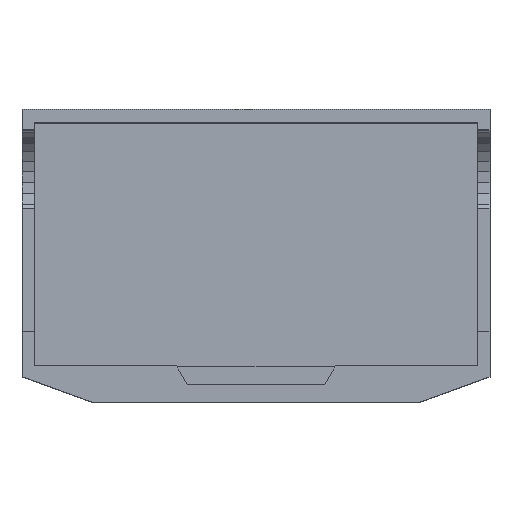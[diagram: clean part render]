
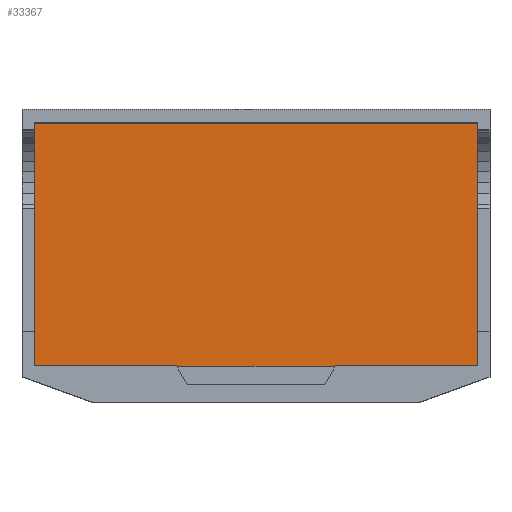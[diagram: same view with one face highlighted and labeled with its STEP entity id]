
A CAD part, top view. The second image highlights one B-rep face of the part: STEP entity #33367.
In plain terms, the highlighted planar face has unit normal (0, 0, 1).
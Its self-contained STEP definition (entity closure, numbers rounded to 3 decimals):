
#1194 = PLANE('',#1195);
#1195 = AXIS2_PLACEMENT_3D('',#1196,#1197,#1198);
#1196 = CARTESIAN_POINT('',(48.3,45.609,
    7.751));
#1197 = DIRECTION('',(-1.,0.,0.));
#1198 = DIRECTION('',(0.,0.,-1.));
#1222 = PLANE('',#1223);
#1223 = AXIS2_PLACEMENT_3D('',#1224,#1225,#1226);
#1224 = CARTESIAN_POINT('',(-17.298,8.,38.));
#1225 = DIRECTION('',(0.,1.,0.));
#1226 = DIRECTION('',(0.,-0.,1.));
#1357 = PLANE('',#1358);
#1358 = AXIS2_PLACEMENT_3D('',#1359,#1360,#1361);
#1359 = CARTESIAN_POINT('',(-48.3,61.,38.));
#1360 = DIRECTION('',(1.,0.,0.));
#1361 = DIRECTION('',(-0.,0.,1.));
#3987 = VERTEX_POINT('',#3988);
#3988 = CARTESIAN_POINT('',(48.3,61.,3.));
#4002 = PLANE('',#4003);
#4003 = AXIS2_PLACEMENT_3D('',#4004,#4005,#4006);
#4004 = CARTESIAN_POINT('',(-48.3,61.,38.));
#4005 = DIRECTION('',(0.,-1.,0.));
#4006 = DIRECTION('',(0.,-0.,-1.));
#4014 = EDGE_CURVE('',#3987,#4015,#4017,.T.);
#4015 = VERTEX_POINT('',#4016);
#4016 = CARTESIAN_POINT('',(48.3,8.,3.));
#4017 = SURFACE_CURVE('',#4018,(#4022,#4029),.PCURVE_S1.);
#4018 = LINE('',#4019,#4020);
#4019 = CARTESIAN_POINT('',(48.3,61.,3.));
#4020 = VECTOR('',#4021,1.);
#4021 = DIRECTION('',(0.,-1.,0.));
#4022 = PCURVE('',#1194,#4023);
#4023 = DEFINITIONAL_REPRESENTATION('',(#4024),#4028);
#4024 = LINE('',#4025,#4026);
#4025 = CARTESIAN_POINT('',(4.751,-15.391));
#4026 = VECTOR('',#4027,1.);
#4027 = DIRECTION('',(0.,1.));
#4028 = ( GEOMETRIC_REPRESENTATION_CONTEXT(2) 
PARAMETRIC_REPRESENTATION_CONTEXT() REPRESENTATION_CONTEXT('2D SPACE',''
  ) );
#4029 = PCURVE('',#4030,#4035);
#4030 = PLANE('',#4031);
#4031 = AXIS2_PLACEMENT_3D('',#4032,#4033,#4034);
#4032 = CARTESIAN_POINT('',(48.3,61.,3.));
#4033 = DIRECTION('',(0.,0.,1.));
#4034 = DIRECTION('',(1.,0.,-0.));
#4035 = DEFINITIONAL_REPRESENTATION('',(#4036),#4040);
#4036 = LINE('',#4037,#4038);
#4037 = CARTESIAN_POINT('',(0.,0.));
#4038 = VECTOR('',#4039,1.);
#4039 = DIRECTION('',(0.,-1.));
#4040 = ( GEOMETRIC_REPRESENTATION_CONTEXT(2) 
PARAMETRIC_REPRESENTATION_CONTEXT() REPRESENTATION_CONTEXT('2D SPACE',''
  ) );
#31849 = VERTEX_POINT('',#31850);
#31850 = CARTESIAN_POINT('',(-48.3,61.,3.));
#31871 = EDGE_CURVE('',#31849,#3987,#31872,.T.);
#31872 = SURFACE_CURVE('',#31873,(#31877,#31884),.PCURVE_S1.);
#31873 = LINE('',#31874,#31875);
#31874 = CARTESIAN_POINT('',(-48.3,61.,3.));
#31875 = VECTOR('',#31876,1.);
#31876 = DIRECTION('',(1.,0.,0.));
#31877 = PCURVE('',#4002,#31878);
#31878 = DEFINITIONAL_REPRESENTATION('',(#31879),#31883);
#31879 = LINE('',#31880,#31881);
#31880 = CARTESIAN_POINT('',(35.,0.));
#31881 = VECTOR('',#31882,1.);
#31882 = DIRECTION('',(0.,1.));
#31883 = ( GEOMETRIC_REPRESENTATION_CONTEXT(2) 
PARAMETRIC_REPRESENTATION_CONTEXT() REPRESENTATION_CONTEXT('2D SPACE',''
  ) );
#31884 = PCURVE('',#4030,#31885);
#31885 = DEFINITIONAL_REPRESENTATION('',(#31886),#31890);
#31886 = LINE('',#31887,#31888);
#31887 = CARTESIAN_POINT('',(-96.6,0.));
#31888 = VECTOR('',#31889,1.);
#31889 = DIRECTION('',(1.,0.));
#31890 = ( GEOMETRIC_REPRESENTATION_CONTEXT(2) 
PARAMETRIC_REPRESENTATION_CONTEXT() REPRESENTATION_CONTEXT('2D SPACE',''
  ) );
#32179 = VERTEX_POINT('',#32180);
#32180 = CARTESIAN_POINT('',(-48.3,8.,3.));
#32201 = EDGE_CURVE('',#32179,#31849,#32202,.T.);
#32202 = SURFACE_CURVE('',#32203,(#32207,#32214),.PCURVE_S1.);
#32203 = LINE('',#32204,#32205);
#32204 = CARTESIAN_POINT('',(-48.3,8.,3.));
#32205 = VECTOR('',#32206,1.);
#32206 = DIRECTION('',(0.,1.,0.));
#32207 = PCURVE('',#1357,#32208);
#32208 = DEFINITIONAL_REPRESENTATION('',(#32209),#32213);
#32209 = LINE('',#32210,#32211);
#32210 = CARTESIAN_POINT('',(-35.,53.));
#32211 = VECTOR('',#32212,1.);
#32212 = DIRECTION('',(0.,-1.));
#32213 = ( GEOMETRIC_REPRESENTATION_CONTEXT(2) 
PARAMETRIC_REPRESENTATION_CONTEXT() REPRESENTATION_CONTEXT('2D SPACE',''
  ) );
#32214 = PCURVE('',#4030,#32215);
#32215 = DEFINITIONAL_REPRESENTATION('',(#32216),#32220);
#32216 = LINE('',#32217,#32218);
#32217 = CARTESIAN_POINT('',(-96.6,-53.));
#32218 = VECTOR('',#32219,1.);
#32219 = DIRECTION('',(0.,1.));
#32220 = ( GEOMETRIC_REPRESENTATION_CONTEXT(2) 
PARAMETRIC_REPRESENTATION_CONTEXT() REPRESENTATION_CONTEXT('2D SPACE',''
  ) );
#32366 = EDGE_CURVE('',#4015,#32179,#32367,.T.);
#32367 = SURFACE_CURVE('',#32368,(#32372,#32379),.PCURVE_S1.);
#32368 = LINE('',#32369,#32370);
#32369 = CARTESIAN_POINT('',(48.3,8.,3.));
#32370 = VECTOR('',#32371,1.);
#32371 = DIRECTION('',(-1.,0.,0.));
#32372 = PCURVE('',#1222,#32373);
#32373 = DEFINITIONAL_REPRESENTATION('',(#32374),#32378);
#32374 = LINE('',#32375,#32376);
#32375 = CARTESIAN_POINT('',(-35.,65.598));
#32376 = VECTOR('',#32377,1.);
#32377 = DIRECTION('',(0.,-1.));
#32378 = ( GEOMETRIC_REPRESENTATION_CONTEXT(2) 
PARAMETRIC_REPRESENTATION_CONTEXT() REPRESENTATION_CONTEXT('2D SPACE',''
  ) );
#32379 = PCURVE('',#4030,#32380);
#32380 = DEFINITIONAL_REPRESENTATION('',(#32381),#32385);
#32381 = LINE('',#32382,#32383);
#32382 = CARTESIAN_POINT('',(0.,-53.));
#32383 = VECTOR('',#32384,1.);
#32384 = DIRECTION('',(-1.,0.));
#32385 = ( GEOMETRIC_REPRESENTATION_CONTEXT(2) 
PARAMETRIC_REPRESENTATION_CONTEXT() REPRESENTATION_CONTEXT('2D SPACE',''
  ) );
#33367 = ADVANCED_FACE('',(#33368),#4030,.T.);
#33368 = FACE_BOUND('',#33369,.T.);
#33369 = EDGE_LOOP('',(#33370,#33371,#33372,#33373));
#33370 = ORIENTED_EDGE('',*,*,#4014,.F.);
#33371 = ORIENTED_EDGE('',*,*,#31871,.F.);
#33372 = ORIENTED_EDGE('',*,*,#32201,.F.);
#33373 = ORIENTED_EDGE('',*,*,#32366,.F.);
